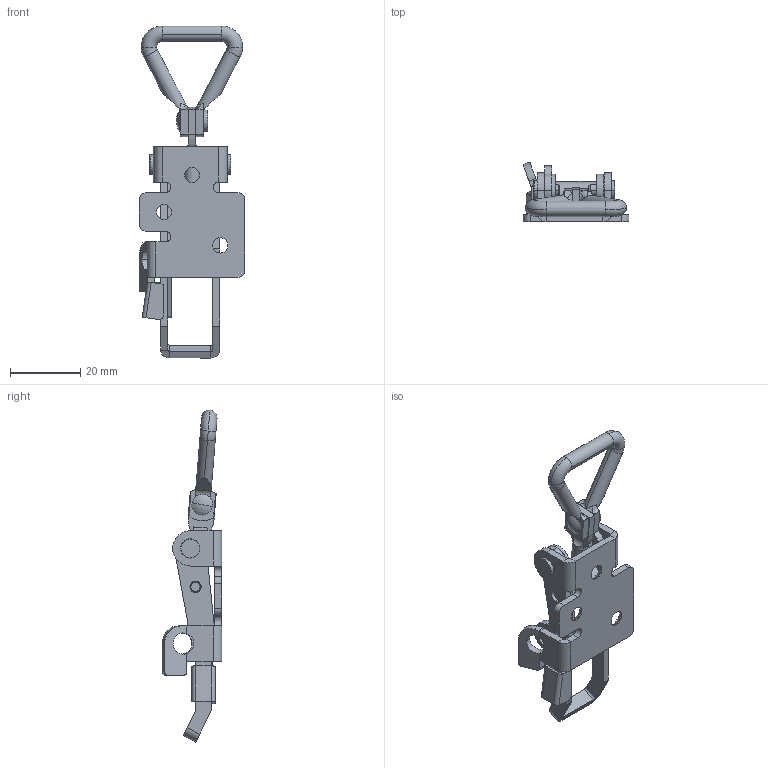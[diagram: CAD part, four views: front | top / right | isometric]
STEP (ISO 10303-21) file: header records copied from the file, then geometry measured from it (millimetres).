
FILE_DESCRIPTION (( 'STEP AP214' ), '1' );
FILE_NAME ('52017 - 701 LC Safty Catch Hinged.STEP', '2018-09-25T07:51:30', ( '' ), ( '' ), 'SwSTEP 2.0', 'SolidWorks 2015', '' );
FILE_SCHEMA (( 'AUTOMOTIVE_DESIGN' ));
Length unit declared in the file: millimetre
Products named in the file (19): 701 - S鄢erhetssp酺r; 701 - Nit ledad; 701 - Ring ledad; 701 - skruvämne ledad; 701 - Bygel L廛鐷la; 701 - Ansatsnit; 701 - Mid Cylinder; 701 - LC Safety; 52017 - 701 LC Safty Catch Hinged; 701 - Ledad skruvögla
Assembly tree (10 placements, depth 3):
  701 - S鄢erhetssp酺r
  701 - Nit ledad
  701 - Ring ledad
  701 - skruvämne ledad
  701 - Bygel L廛鐷la
Bounding box: 30.07 x 17.02 x 94.23 mm (x, y, z)
Volume: 6803.1 mm3; surface area: 9089.6 mm2
Topology: 9 solids, 9 shells, 294 faces, 699 edges, 426 vertices
Faces by surface type: plane 135, cylinder 111, cone 18, bspline 16, torus 12, sphere 2
Entity records: 9031 total; most frequent: CARTESIAN_POINT 1997, DIRECTION 1402, ORIENTED_EDGE 1338, EDGE_CURVE 669, AXIS2_PLACEMENT_3D 514, VERTEX_POINT 410, LINE 374, VECTOR 374
